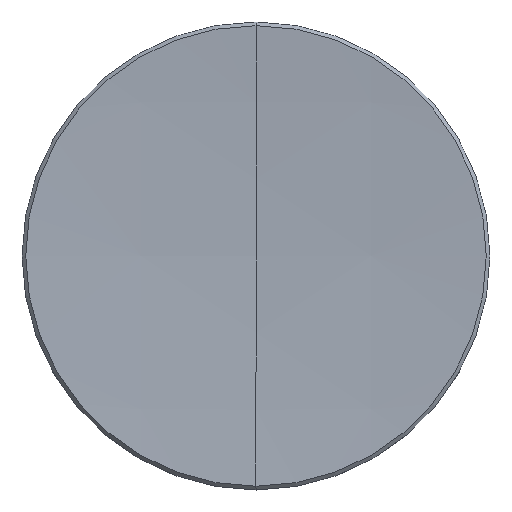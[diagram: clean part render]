
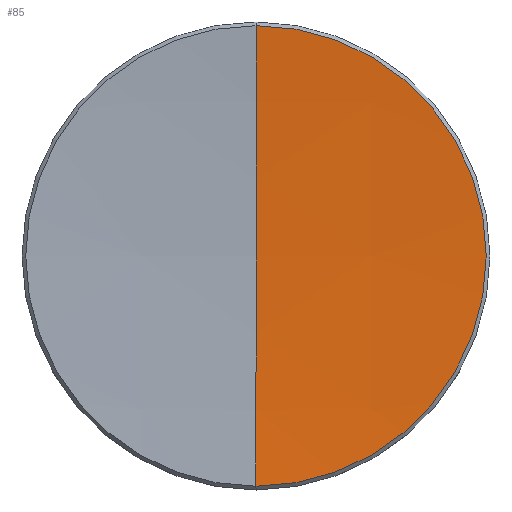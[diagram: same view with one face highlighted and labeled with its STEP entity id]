
A CAD part, top view. The second image highlights one B-rep face of the part: STEP entity #85.
In plain terms, the highlighted spherical face has radius 181.59 mm.
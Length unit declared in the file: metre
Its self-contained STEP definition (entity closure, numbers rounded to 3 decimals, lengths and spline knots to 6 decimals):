
#6 = CIRCLE ( 'NONE', #185, 0.0125 ) ;
#7 = DIRECTION ( 'NONE',  ( 0., 0., 1. ) ) ;
#8 = CARTESIAN_POINT ( 'NONE',  ( 0., -0.0125, 0.002431 ) ) ;
#14 = CARTESIAN_POINT ( 'NONE',  ( 0., 0.0125, 0.002431 ) ) ;
#17 = FACE_OUTER_BOUND ( 'NONE', #193, .T. ) ;
#21 = CIRCLE ( 'NONE', #40, 0.18159 ) ;
#24 = EDGE_CURVE ( 'NONE', #77, #230, #21, .T. ) ;
#35 = AXIS2_PLACEMENT_3D ( 'NONE', #192, #179, #75 ) ;
#40 = AXIS2_PLACEMENT_3D ( 'NONE', #318, #132, #163 ) ;
#49 = ORIENTED_EDGE ( 'NONE', *, *, #103, .T. ) ;
#75 = DIRECTION ( 'NONE',  ( 0., -1., 0. ) ) ;
#77 = VERTEX_POINT ( 'NONE', #262 ) ;
#82 = ORIENTED_EDGE ( 'NONE', *, *, #195, .T. ) ;
#85 = ADVANCED_FACE ( 'NONE', ( #17 ), #212, .F. ) ;
#103 = EDGE_CURVE ( 'NONE', #77, #168, #143, .T. ) ;
#132 = DIRECTION ( 'NONE',  ( 1., 0., 0. ) ) ;
#134 = CARTESIAN_POINT ( 'NONE',  ( 0., 0., 0.18359 ) ) ;
#143 = CIRCLE ( 'NONE', #35, 0.18159 ) ;
#149 = DIRECTION ( 'NONE',  ( 0., -1., 0. ) ) ;
#163 = DIRECTION ( 'NONE',  ( 0., 0., -1. ) ) ;
#168 = VERTEX_POINT ( 'NONE', #8 ) ;
#179 = DIRECTION ( 'NONE',  ( -1., 0., 0. ) ) ;
#185 = AXIS2_PLACEMENT_3D ( 'NONE', #250, #7, #149 ) ;
#192 = CARTESIAN_POINT ( 'NONE',  ( 0., 0., 0.18359 ) ) ;
#193 = EDGE_LOOP ( 'NONE', ( #271, #49, #82 ) ) ;
#195 = EDGE_CURVE ( 'NONE', #168, #230, #6, .T. ) ;
#212 = SPHERICAL_SURFACE ( 'NONE', #225, 0.18159 ) ;
#225 = AXIS2_PLACEMENT_3D ( 'NONE', #134, #322, #320 ) ;
#230 = VERTEX_POINT ( 'NONE', #14 ) ;
#250 = CARTESIAN_POINT ( 'NONE',  ( 0., 0., 0.002431 ) ) ;
#262 = CARTESIAN_POINT ( 'NONE',  ( 0., 0., 0.002 ) ) ;
#271 = ORIENTED_EDGE ( 'NONE', *, *, #24, .F. ) ;
#318 = CARTESIAN_POINT ( 'NONE',  ( 0., 0., 0.18359 ) ) ;
#320 = DIRECTION ( 'NONE',  ( 0., 1., 0. ) ) ;
#322 = DIRECTION ( 'NONE',  ( -1., 0., 0. ) ) ;
